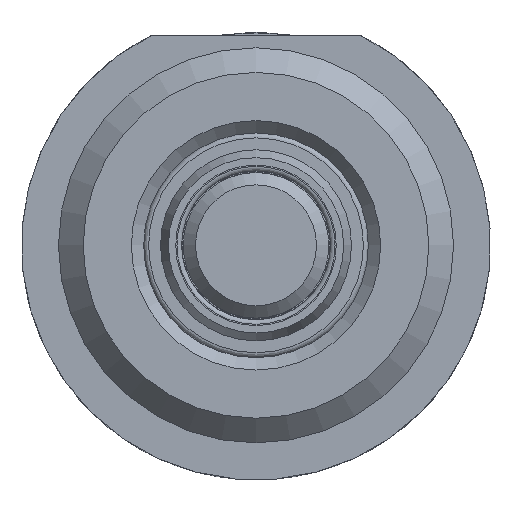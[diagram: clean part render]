
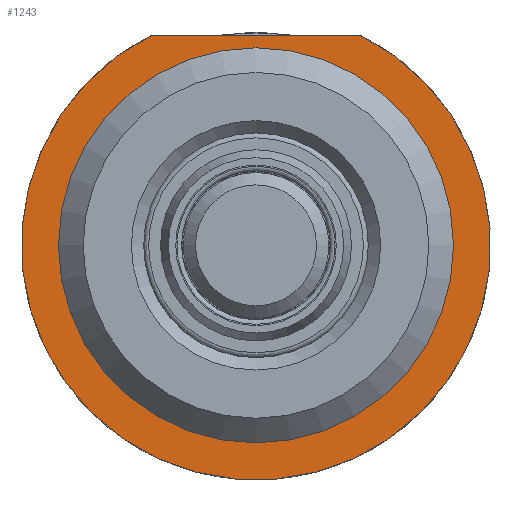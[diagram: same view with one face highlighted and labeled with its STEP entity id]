
A CAD part, front view. The second image highlights one B-rep face of the part: STEP entity #1243.
In plain terms, the highlighted planar face has unit normal (0, -1, 0).
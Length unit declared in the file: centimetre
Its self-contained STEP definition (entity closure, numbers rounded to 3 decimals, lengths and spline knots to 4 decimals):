
#34=LINE($,#2063,#82);
#82=VECTOR($,#1628,0.8485);
#149=PLANE($,#1393);
#231=FACE_BOUND($,#441,.T.);
#307=FACE_OUTER_BOUND($,#440,.T.);
#440=EDGE_LOOP($,(#988,#989));
#441=EDGE_LOOP($,(#990));
#550=CIRCLE($,#1367,0.95);
#562=CIRCLE($,#1391,0.8);
#646=VERTEX_POINT($,#2061);
#647=VERTEX_POINT($,#2062);
#660=VERTEX_POINT($,#2106);
#768=EDGE_CURVE($,#646,#647,#34,.T.);
#774=EDGE_CURVE($,#647,#646,#550,.T.);
#786=EDGE_CURVE($,#660,#660,#562,.T.);
#988=ORIENTED_EDGE($,*,*,#768,.F.);
#989=ORIENTED_EDGE($,*,*,#774,.F.);
#990=ORIENTED_EDGE($,*,*,#786,.T.);
#1243=ADVANCED_FACE($,(#307,#231),#149,.T.);
#1367=AXIS2_PLACEMENT_3D($,#2074,#1636,#1637);
#1391=AXIS2_PLACEMENT_3D($,#2107,#1684,#1685);
#1393=AXIS2_PLACEMENT_3D($,#2109,#1688,#1689);
#1628=DIRECTION($,(1.,0.,0.));
#1636=DIRECTION('center_axis',(0.,1.,0.));
#1637=DIRECTION('ref_axis',(-0.447,0.,0.895));
#1684=DIRECTION('center_axis',(0.,1.,0.));
#1685=DIRECTION('ref_axis',(0.,0.,1.));
#1688=DIRECTION('center_axis',(0.,-1.,0.));
#1689=DIRECTION('ref_axis',(0.,0.,-1.));
#2061=CARTESIAN_POINT('',(-0.4243,-5.9,0.85));
#2062=CARTESIAN_POINT('',(0.4243,-5.9,0.85));
#2063=CARTESIAN_POINT($,(-0.4243,-5.9,0.85));
#2074=CARTESIAN_POINT('Origin',(0.,-5.9,0.));
#2106=CARTESIAN_POINT('',(0.,-5.9,0.8));
#2107=CARTESIAN_POINT('Origin',(0.,-5.9,0.));
#2109=CARTESIAN_POINT('Origin',(0.,-5.9,0.0672));
